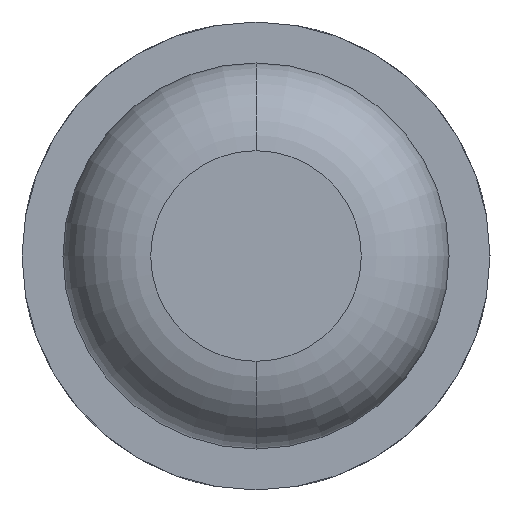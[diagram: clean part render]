
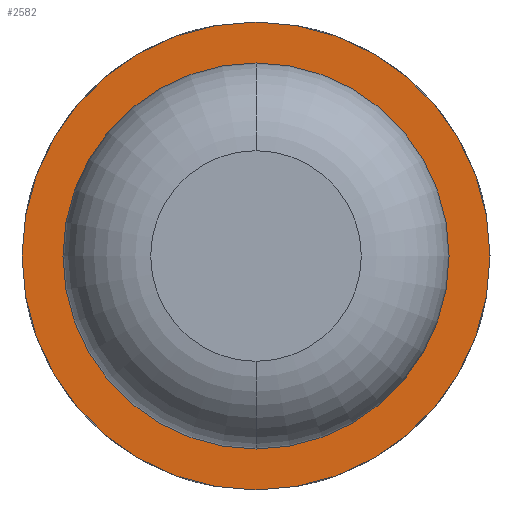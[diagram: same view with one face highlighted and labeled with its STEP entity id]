
A CAD part, front view. The second image highlights one B-rep face of the part: STEP entity #2582.
In plain terms, the highlighted planar face has unit normal (0, -1, 0).
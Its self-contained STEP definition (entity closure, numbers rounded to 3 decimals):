
#72 = CARTESIAN_POINT ( 'NONE',  ( 1., -3., 0. ) ) ;
#213 = ORIENTED_EDGE ( 'NONE', *, *, #4686, .F. ) ;
#400 = ORIENTED_EDGE ( 'NONE', *, *, #4955, .T. ) ;
#416 = FACE_OUTER_BOUND ( 'NONE', #3549, .T. ) ;
#480 = CARTESIAN_POINT ( 'NONE',  ( 0.825, -3., 0. ) ) ;
#576 = DIRECTION ( 'NONE',  ( 0., 1., 0. ) ) ;
#601 = CARTESIAN_POINT ( 'NONE',  ( 0., -3., 0.825 ) ) ;
#720 = CARTESIAN_POINT ( 'NONE',  ( 0., -3., 0. ) ) ;
#858 = EDGE_CURVE ( 'Defeature ausgef�hrt1_2+Defeature ausgef�hrt1_4+Defeature ausgef�hrt1_4+Defeature ausgef�hrt1_4', #4813, #2646, #5122, .T. ) ;
#869 = CIRCLE ( 'NONE', #1582, 1. ) ;
#931 = DIRECTION ( 'NONE',  ( -1., 0., 0. ) ) ;
#1399 = CARTESIAN_POINT ( 'NONE',  ( -1., -3., 0. ) ) ;
#1441 = EDGE_LOOP ( 'NONE', ( #400, #4758 ) ) ;
#1514 = CARTESIAN_POINT ( 'NONE',  ( 0., -3., 0. ) ) ;
#1582 = AXIS2_PLACEMENT_3D ( 'NONE', #1514, #2369, #4789 ) ;
#1586 = CARTESIAN_POINT ( 'NONE',  ( 0., -3., -0.825 ) ) ;
#1786 = FACE_BOUND ( 'NONE', #1441, .T. ) ;
#1916 = EDGE_CURVE ( 'Defeature ausgef�hrt1_1+Defeature ausgef�hrt1_2+Defeature ausgef�hrt1_2+Defeature ausgef�hrt1_2', #2650, #2271, #869, .T. ) ;
#2218 = CIRCLE ( 'NONE', #4679, 0.825 ) ;
#2271 = VERTEX_POINT ( 'NONE', #72 ) ;
#2369 = DIRECTION ( 'NONE',  ( 0., 1., 0. ) ) ;
#2422 = AXIS2_PLACEMENT_3D ( 'NONE', #5158, #3506, #4411 ) ;
#2497 = DIRECTION ( 'NONE',  ( -1., 0., 0. ) ) ;
#2530 = CIRCLE ( 'NONE', #2422, 1. ) ;
#2554 = AXIS2_PLACEMENT_3D ( 'NONE', #480, #4231, #931 ) ;
#2582 = ADVANCED_FACE ( 'Defeature ausgef�hrt1_2', ( #416, #1786 ), #5094, .F. ) ;
#2643 = CARTESIAN_POINT ( 'NONE',  ( 0., -3., 0. ) ) ;
#2646 = VERTEX_POINT ( 'NONE', #601 ) ;
#2650 = VERTEX_POINT ( 'NONE', #1399 ) ;
#3307 = DIRECTION ( 'NONE',  ( 0., 1., 0. ) ) ;
#3373 = AXIS2_PLACEMENT_3D ( 'NONE', #720, #3307, #2497 ) ;
#3506 = DIRECTION ( 'NONE',  ( 0., 1., 0. ) ) ;
#3549 = EDGE_LOOP ( 'NONE', ( #4944, #213 ) ) ;
#3871 = DIRECTION ( 'NONE',  ( -1., 0., 0. ) ) ;
#4231 = DIRECTION ( 'NONE',  ( 0., 1., 0. ) ) ;
#4411 = DIRECTION ( 'NONE',  ( -1., 0., 0. ) ) ;
#4679 = AXIS2_PLACEMENT_3D ( 'NONE', #2643, #576, #3871 ) ;
#4686 = EDGE_CURVE ( 'Defeature ausgef�hrt1_1+Defeature ausgef�hrt1_2+Defeature ausgef�hrt1_2+Defeature ausgef�hrt1_2', #2271, #2650, #2530, .T. ) ;
#4758 = ORIENTED_EDGE ( 'NONE', *, *, #858, .T. ) ;
#4789 = DIRECTION ( 'NONE',  ( -1., 0., 0. ) ) ;
#4813 = VERTEX_POINT ( 'NONE', #1586 ) ;
#4944 = ORIENTED_EDGE ( 'NONE', *, *, #1916, .F. ) ;
#4955 = EDGE_CURVE ( 'Defeature ausgef�hrt1_2+Defeature ausgef�hrt1_4+Defeature ausgef�hrt1_4+Defeature ausgef�hrt1_4', #2646, #4813, #2218, .T. ) ;
#5094 = PLANE ( 'NONE',  #2554 ) ;
#5122 = CIRCLE ( 'NONE', #3373, 0.825 ) ;
#5158 = CARTESIAN_POINT ( 'NONE',  ( 0., -3., 0. ) ) ;
